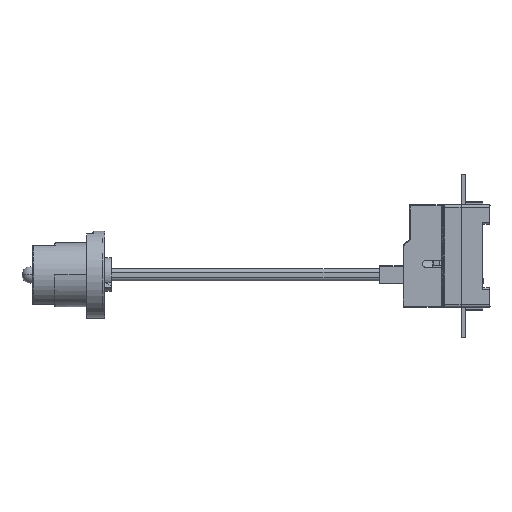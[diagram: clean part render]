
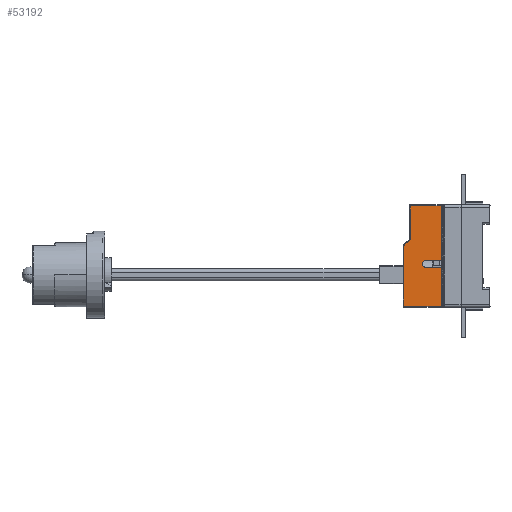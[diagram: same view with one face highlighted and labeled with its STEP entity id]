
A CAD part, left-side view. The second image highlights one B-rep face of the part: STEP entity #53192.
In plain terms, the highlighted planar face has unit normal (-1, 0, 0).
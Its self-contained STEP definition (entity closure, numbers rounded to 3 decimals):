
#48885=DIRECTION('',(0.,0.,1.));
#48886=VECTOR('',#48885,45.);
#48887=CARTESIAN_POINT('',(-30.,0.,-3.5));
#48888=LINE('',#48887,#48886);
#48921=DIRECTION('',(0.,0.,1.));
#48922=VECTOR('',#48921,32.);
#48923=CARTESIAN_POINT('',(-30.,0.,-41.5));
#48924=LINE('',#48923,#48922);
#49937=DIRECTION('',(0.,1.,0.));
#49938=VECTOR('',#49937,15.);
#49939=CARTESIAN_POINT('',(-30.,0.,-9.5));
#49940=LINE('',#49939,#49938);
#49949=CARTESIAN_POINT('',(-30.,15.,-6.5));
#49950=DIRECTION('',(-1.,0.,0.));
#49951=DIRECTION('',(0.,0.,1.));
#49952=AXIS2_PLACEMENT_3D('',#49949,#49950,#49951);
#49954=CARTESIAN_POINT('',(-30.,15.,-6.5));
#49955=DIRECTION('',(-1.,0.,0.));
#49956=DIRECTION('',(0.,1.,0.));
#49957=AXIS2_PLACEMENT_3D('',#49954,#49955,#49956);
#49959=CARTESIAN_POINT('',(-30.,28.5,7.));
#49960=DIRECTION('',(1.,0.,0.));
#49961=DIRECTION('',(0.,1.,0.));
#49962=AXIS2_PLACEMENT_3D('',#49959,#49960,#49961);
#49964=CARTESIAN_POINT('',(-30.,32.,15.292));
#49965=DIRECTION('',(-1.,0.,0.));
#49966=DIRECTION('',(0.,-0.389,-0.921));
#49967=AXIS2_PLACEMENT_3D('',#49964,#49965,#49966);
#49969=DIRECTION('',(0.,-1.,0.));
#49970=VECTOR('',#49969,28.);
#49971=CARTESIAN_POINT('',(-30.,28.,41.5));
#49972=LINE('',#49971,#49970);
#49973=DIRECTION('',(0.,1.,0.));
#49974=VECTOR('',#49973,15.);
#49975=CARTESIAN_POINT('',(-30.,0.,-3.5));
#49976=LINE('',#49975,#49974);
#49977=DIRECTION('',(0.,-1.,0.));
#49978=VECTOR('',#49977,33.5);
#49979=CARTESIAN_POINT('',(-30.,33.5,-41.5));
#49980=LINE('',#49979,#49978);
#50504=DIRECTION('',(0.,0.,-1.));
#50505=VECTOR('',#50504,26.208);
#50506=CARTESIAN_POINT('',(-30.,28.,41.5));
#50507=LINE('',#50506,#50505);
#50537=DIRECTION('',(0.,0.,-1.));
#50538=VECTOR('',#50537,48.5);
#50539=CARTESIAN_POINT('',(-30.,33.5,7.));
#50540=LINE('',#50539,#50538);
#51200=CARTESIAN_POINT('',(-30.,0.,-3.5));
#51201=VERTEX_POINT('',#51200);
#51202=CARTESIAN_POINT('',(-30.,0.,41.5));
#51203=VERTEX_POINT('',#51202);
#51216=CARTESIAN_POINT('',(-30.,0.,-41.5));
#51217=VERTEX_POINT('',#51216);
#51218=CARTESIAN_POINT('',(-30.,0.,-9.5));
#51219=VERTEX_POINT('',#51218);
#51538=CARTESIAN_POINT('',(-30.,15.,-9.5));
#51539=VERTEX_POINT('',#51538);
#51540=CARTESIAN_POINT('',(-30.,18.,-6.5));
#51541=VERTEX_POINT('',#51540);
#51542=CARTESIAN_POINT('',(-30.,15.,-3.5));
#51543=VERTEX_POINT('',#51542);
#51544=CARTESIAN_POINT('',(-30.,33.5,-41.5));
#51545=VERTEX_POINT('',#51544);
#51546=CARTESIAN_POINT('',(-30.,33.5,7.));
#51547=VERTEX_POINT('',#51546);
#51548=CARTESIAN_POINT('',(-30.,30.444,11.606));
#51549=VERTEX_POINT('',#51548);
#51550=CARTESIAN_POINT('',(-30.,28.,15.292));
#51551=VERTEX_POINT('',#51550);
#51552=CARTESIAN_POINT('',(-30.,28.,41.5));
#51553=VERTEX_POINT('',#51552);
#53166=CARTESIAN_POINT('',(-30.,0.,-42.5));
#53167=DIRECTION('',(-1.,0.,0.));
#53168=DIRECTION('',(0.,0.,1.));
#53169=AXIS2_PLACEMENT_3D('',#53166,#53167,#53168);
#53170=PLANE('',#53169);
#53171=ORIENTED_EDGE('',*,*,#53157,.T.);
#53172=ORIENTED_EDGE('',*,*,#53155,.T.);
#53173=ORIENTED_EDGE('',*,*,#53144,.F.);
#53174=ORIENTED_EDGE('',*,*,#51869,.F.);
#53176=ORIENTED_EDGE('',*,*,#53175,.F.);
#53178=ORIENTED_EDGE('',*,*,#53177,.F.);
#53180=ORIENTED_EDGE('',*,*,#53179,.T.);
#53182=ORIENTED_EDGE('',*,*,#53181,.T.);
#53184=ORIENTED_EDGE('',*,*,#53183,.F.);
#53186=ORIENTED_EDGE('',*,*,#53185,.T.);
#53187=ORIENTED_EDGE('',*,*,#51853,.F.);
#53189=ORIENTED_EDGE('',*,*,#53188,.T.);
#53190=EDGE_LOOP('',(#53171,#53172,#53173,#53174,#53176,#53178,#53180,#53182,
#53184,#53186,#53187,#53189));
#53191=FACE_OUTER_BOUND('',#53190,.F.);
#53192=ADVANCED_FACE('',(#53191),#53170,.T.);
#49953=CIRCLE('',#49952,3.);
#49958=CIRCLE('',#49957,3.);
#49963=CIRCLE('',#49962,5.);
#49968=CIRCLE('',#49967,4.);
#51853=EDGE_CURVE('',#51201,#51203,#48888,.T.);
#51869=EDGE_CURVE('',#51217,#51219,#48924,.T.);
#53144=EDGE_CURVE('',#51219,#51539,#49940,.T.);
#53155=EDGE_CURVE('',#51541,#51539,#49958,.T.);
#53157=EDGE_CURVE('',#51543,#51541,#49953,.T.);
#53175=EDGE_CURVE('',#51545,#51217,#49980,.T.);
#53177=EDGE_CURVE('',#51547,#51545,#50540,.T.);
#53179=EDGE_CURVE('',#51547,#51549,#49963,.T.);
#53181=EDGE_CURVE('',#51549,#51551,#49968,.T.);
#53183=EDGE_CURVE('',#51553,#51551,#50507,.T.);
#53185=EDGE_CURVE('',#51553,#51203,#49972,.T.);
#53188=EDGE_CURVE('',#51201,#51543,#49976,.T.);
